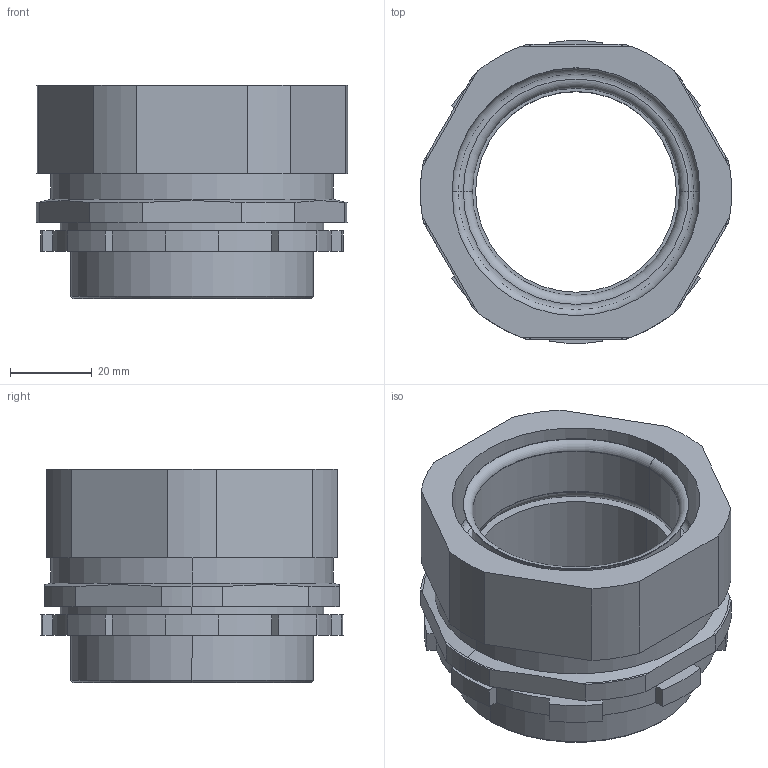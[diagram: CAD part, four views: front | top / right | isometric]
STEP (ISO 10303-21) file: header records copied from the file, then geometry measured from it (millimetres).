
FILE_DESCRIPTION (( 'STEP AP203' ), '1' );
FILE_NAME ('WNC-PG48_D51.STP', '2017-09-16T07:38:45', ( '微软用户' ), ( '微软中国' ), 'SwSTEP 2.0', 'SolidWorks 2012', '' );
FILE_SCHEMA (( 'CONFIG_CONTROL_DESIGN' ));
Length unit declared in the file: millimetre
Products named in the file (1): WNC-PG48_D51
Bounding box: 76 x 73.87 x 52 mm (x, y, z)
Volume: 82916 mm3; surface area: 34192.6 mm2
Topology: 1 solids, 2 shells, 104 faces, 268 edges, 172 vertices
Faces by surface type: cylinder 48, plane 42, torus 10, cone 4
Entity records: 3287 total; most frequent: DIRECTION 592, CARTESIAN_POINT 569, ORIENTED_EDGE 536, EDGE_CURVE 268, AXIS2_PLACEMENT_3D 225, VERTEX_POINT 172, LINE 142, VECTOR 142
